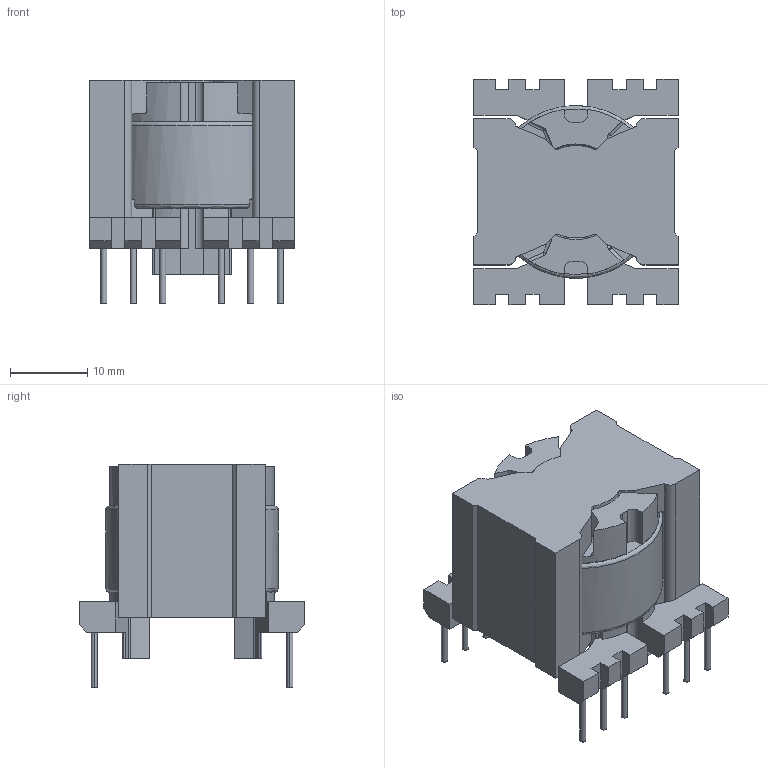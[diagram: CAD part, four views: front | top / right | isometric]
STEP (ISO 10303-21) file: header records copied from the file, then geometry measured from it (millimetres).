
FILE_DESCRIPTION (( 'STEP AP214' ), '1' );
FILE_NAME ('User Library-PQ 26_20.STEP', '2021-07-20T14:23:17', ( '' ), ( '' ), 'SwSTEP 2.0', 'SolidWorks 2021', '' );
FILE_SCHEMA (( 'AUTOMOTIVE_DESIGN' ));
Length unit declared in the file: centimetre
Products named in the file (1): User Library-PQ 26_20
Bounding box: 26.5 x 29.3 x 29.03 mm (x, y, z)
Volume: 10935.9 mm3; surface area: 5655.2 mm2
Topology: 1 solids, 1 shells, 295 faces, 830 edges, 541 vertices
Faces by surface type: plane 168, cylinder 98, bspline 25, torus 4
Entity records: 13316 total; most frequent: CARTESIAN_POINT 2427, ORIENTED_EDGE 1660, DIRECTION 1542, EDGE_CURVE 830, VERTEX_POINT 541, VECTOR 538, LINE 538, AXIS2_PLACEMENT_3D 502
